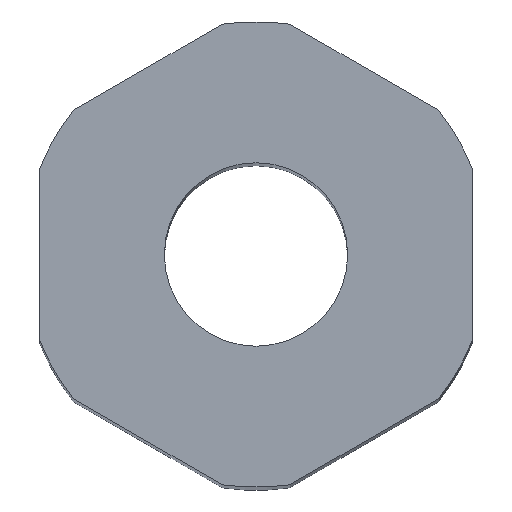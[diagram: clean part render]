
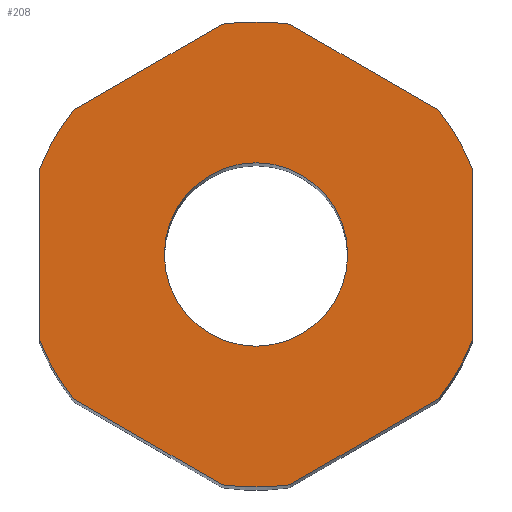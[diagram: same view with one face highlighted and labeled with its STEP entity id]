
A CAD part, top view. The second image highlights one B-rep face of the part: STEP entity #208.
In plain terms, the highlighted planar face has unit normal (0, 0, 1).
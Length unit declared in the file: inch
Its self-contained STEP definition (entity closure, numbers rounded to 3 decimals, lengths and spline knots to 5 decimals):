
#2 = VERTEX_POINT ( 'NONE', #566 ) ;
#3 = EDGE_CURVE ( 'NONE', #502, #62, #153, .T. ) ;
#12 = VERTEX_POINT ( 'NONE', #199 ) ;
#23 = EDGE_CURVE ( 'NONE', #136, #554, #148, .T. ) ;
#26 = DIRECTION ( 'NONE',  ( 1., 0., 0. ) ) ;
#34 = EDGE_CURVE ( 'NONE', #12, #107, #175, .T. ) ;
#35 = DIRECTION ( 'NONE',  ( 0., 0., 1. ) ) ;
#37 = DIRECTION ( 'NONE',  ( 1., 0., 0. ) ) ;
#44 = AXIS2_PLACEMENT_3D ( 'NONE', #300, #35, #296 ) ;
#48 = CARTESIAN_POINT ( 'NONE',  ( -0.0292, -0.19965, 0.75 ) ) ;
#49 = ORIENTED_EDGE ( 'NONE', *, *, #282, .T. ) ;
#50 = DIRECTION ( 'NONE',  ( 0., 0., 1. ) ) ;
#53 = VECTOR ( 'NONE', #515, 39.37008 ) ;
#59 = CARTESIAN_POINT ( 'NONE',  ( 0.1875, 0., 0.75 ) ) ;
#61 = CARTESIAN_POINT ( 'NONE',  ( 0.09375, -0.16238, 0.75 ) ) ;
#62 = VERTEX_POINT ( 'NONE', #534 ) ;
#67 = DIRECTION ( 'NONE',  ( -0.866, -0.5, 0. ) ) ;
#70 = CARTESIAN_POINT ( 'NONE',  ( -0.1875, -0.07454, 0.75 ) ) ;
#73 = AXIS2_PLACEMENT_3D ( 'NONE', #171, #393, #340 ) ;
#78 = EDGE_CURVE ( 'NONE', #265, #497, #524, .T. ) ;
#87 = CARTESIAN_POINT ( 'NONE',  ( 0., 0., 0.75 ) ) ;
#89 = CARTESIAN_POINT ( 'NONE',  ( 0., 0., 0.75 ) ) ;
#98 = EDGE_CURVE ( 'NONE', #366, #338, #337, .T. ) ;
#102 = DIRECTION ( 'NONE',  ( 0., 0., 1. ) ) ;
#105 = ORIENTED_EDGE ( 'NONE', *, *, #23, .T. ) ;
#107 = VERTEX_POINT ( 'NONE', #302 ) ;
#109 = CARTESIAN_POINT ( 'NONE',  ( -0.1875, 0.07454, 0.75 ) ) ;
#114 = EDGE_CURVE ( 'NONE', #568, #366, #401, .T. ) ;
#116 = EDGE_CURVE ( 'NONE', #107, #12, #369, .T. ) ;
#126 = CIRCLE ( 'NONE', #460, 0.20177 ) ;
#128 = AXIS2_PLACEMENT_3D ( 'NONE', #89, #50, #264 ) ;
#133 = CARTESIAN_POINT ( 'NONE',  ( -0.1875, 0., 0.75 ) ) ;
#136 = VERTEX_POINT ( 'NONE', #347 ) ;
#139 = DIRECTION ( 'NONE',  ( 1., 0., 0. ) ) ;
#141 = ORIENTED_EDGE ( 'NONE', *, *, #266, .T. ) ;
#144 = ORIENTED_EDGE ( 'NONE', *, *, #114, .T. ) ;
#148 = LINE ( 'NONE', #519, #380 ) ;
#150 = CARTESIAN_POINT ( 'NONE',  ( 0.0292, -0.19965, 0.75 ) ) ;
#151 = ORIENTED_EDGE ( 'NONE', *, *, #78, .T. ) ;
#153 = LINE ( 'NONE', #59, #53 ) ;
#156 = EDGE_LOOP ( 'NONE', ( #564, #313 ) ) ;
#157 = VECTOR ( 'NONE', #574, 39.37008 ) ;
#159 = ORIENTED_EDGE ( 'NONE', *, *, #98, .T. ) ;
#161 = DIRECTION ( 'NONE',  ( 0., 0., 1. ) ) ;
#171 = CARTESIAN_POINT ( 'NONE',  ( 0., 0., 0.75 ) ) ;
#173 = CARTESIAN_POINT ( 'NONE',  ( -0.09375, -0.16238, 0.75 ) ) ;
#175 = CIRCLE ( 'NONE', #411, 0.0795 ) ;
#185 = CIRCLE ( 'NONE', #258, 0.20177 ) ;
#186 = DIRECTION ( 'NONE',  ( 0., -1., 0. ) ) ;
#189 = LINE ( 'NONE', #133, #468 ) ;
#199 = CARTESIAN_POINT ( 'NONE',  ( 0.0795, 0., 0.75 ) ) ;
#208 = ADVANCED_FACE ( 'NONE', ( #307, #489 ), #523, .T. ) ;
#213 = DIRECTION ( 'NONE',  ( 0., 0., 1. ) ) ;
#215 = CARTESIAN_POINT ( 'NONE',  ( 0.0292, 0.19965, 0.75 ) ) ;
#226 = ORIENTED_EDGE ( 'NONE', *, *, #292, .T. ) ;
#230 = AXIS2_PLACEMENT_3D ( 'NONE', #87, #161, #26 ) ;
#231 = DIRECTION ( 'NONE',  ( 1., 0., 0. ) ) ;
#245 = CARTESIAN_POINT ( 'NONE',  ( -0.09375, 0.16238, 0.75 ) ) ;
#249 = EDGE_CURVE ( 'NONE', #497, #568, #189, .T. ) ;
#258 = AXIS2_PLACEMENT_3D ( 'NONE', #448, #102, #139 ) ;
#264 = DIRECTION ( 'NONE',  ( 1., 0., 0. ) ) ;
#265 = VERTEX_POINT ( 'NONE', #312 ) ;
#266 = EDGE_CURVE ( 'NONE', #554, #2, #331, .T. ) ;
#269 = ORIENTED_EDGE ( 'NONE', *, *, #249, .T. ) ;
#275 = EDGE_LOOP ( 'NONE', ( #410, #332, #105, #141, #505, #151, #269, #144, #159, #226, #476, #49 ) ) ;
#277 = EDGE_CURVE ( 'NONE', #62, #136, #185, .T. ) ;
#279 = CARTESIAN_POINT ( 'NONE',  ( 0.1875, -0.07454, 0.75 ) ) ;
#282 = EDGE_CURVE ( 'NONE', #472, #502, #126, .T. ) ;
#292 = EDGE_CURVE ( 'NONE', #338, #530, #413, .T. ) ;
#296 = DIRECTION ( 'NONE',  ( 1., 0., 0. ) ) ;
#298 = VECTOR ( 'NONE', #323, 39.37008 ) ;
#300 = CARTESIAN_POINT ( 'NONE',  ( 0., 0., 0.75 ) ) ;
#302 = CARTESIAN_POINT ( 'NONE',  ( -0.0795, 0., 0.75 ) ) ;
#305 = AXIS2_PLACEMENT_3D ( 'NONE', #400, #501, #231 ) ;
#307 = FACE_BOUND ( 'NONE', #156, .T. ) ;
#312 = CARTESIAN_POINT ( 'NONE',  ( -0.1583, 0.12511, 0.75 ) ) ;
#313 = ORIENTED_EDGE ( 'NONE', *, *, #116, .F. ) ;
#321 = DIRECTION ( 'NONE',  ( 1., 0., 0. ) ) ;
#323 = DIRECTION ( 'NONE',  ( 0.866, 0.5, 0. ) ) ;
#324 = DIRECTION ( 'NONE',  ( -0.866, 0.5, 0. ) ) ;
#331 = CIRCLE ( 'NONE', #128, 0.20177 ) ;
#332 = ORIENTED_EDGE ( 'NONE', *, *, #277, .T. ) ;
#334 = LINE ( 'NONE', #61, #298 ) ;
#337 = LINE ( 'NONE', #173, #157 ) ;
#338 = VERTEX_POINT ( 'NONE', #48 ) ;
#340 = DIRECTION ( 'NONE',  ( 1., 0., 0. ) ) ;
#347 = CARTESIAN_POINT ( 'NONE',  ( 0.1583, 0.12511, 0.75 ) ) ;
#355 = EDGE_CURVE ( 'NONE', #2, #265, #461, .T. ) ;
#366 = VERTEX_POINT ( 'NONE', #565 ) ;
#369 = CIRCLE ( 'NONE', #450, 0.0795 ) ;
#372 = EDGE_CURVE ( 'NONE', #530, #472, #334, .T. ) ;
#374 = CARTESIAN_POINT ( 'NONE',  ( 0.1583, -0.12511, 0.75 ) ) ;
#380 = VECTOR ( 'NONE', #324, 39.37008 ) ;
#393 = DIRECTION ( 'NONE',  ( 0., 0., 1. ) ) ;
#400 = CARTESIAN_POINT ( 'NONE',  ( 0., 0., 0.75 ) ) ;
#401 = CIRCLE ( 'NONE', #44, 0.20177 ) ;
#410 = ORIENTED_EDGE ( 'NONE', *, *, #3, .T. ) ;
#411 = AXIS2_PLACEMENT_3D ( 'NONE', #436, #479, #581 ) ;
#413 = CIRCLE ( 'NONE', #305, 0.20177 ) ;
#436 = CARTESIAN_POINT ( 'NONE',  ( 0., 0., 0.75 ) ) ;
#439 = CARTESIAN_POINT ( 'NONE',  ( 0., 0., 0.75 ) ) ;
#448 = CARTESIAN_POINT ( 'NONE',  ( 0., 0., 0.75 ) ) ;
#450 = AXIS2_PLACEMENT_3D ( 'NONE', #439, #213, #37 ) ;
#460 = AXIS2_PLACEMENT_3D ( 'NONE', #499, #589, #321 ) ;
#461 = LINE ( 'NONE', #245, #562 ) ;
#468 = VECTOR ( 'NONE', #186, 39.37008 ) ;
#472 = VERTEX_POINT ( 'NONE', #374 ) ;
#476 = ORIENTED_EDGE ( 'NONE', *, *, #372, .T. ) ;
#479 = DIRECTION ( 'NONE',  ( 0., 0., 1. ) ) ;
#489 = FACE_OUTER_BOUND ( 'NONE', #275, .T. ) ;
#497 = VERTEX_POINT ( 'NONE', #109 ) ;
#499 = CARTESIAN_POINT ( 'NONE',  ( 0., 0., 0.75 ) ) ;
#501 = DIRECTION ( 'NONE',  ( 0., 0., 1. ) ) ;
#502 = VERTEX_POINT ( 'NONE', #279 ) ;
#505 = ORIENTED_EDGE ( 'NONE', *, *, #355, .T. ) ;
#515 = DIRECTION ( 'NONE',  ( 0., 1., 0. ) ) ;
#519 = CARTESIAN_POINT ( 'NONE',  ( 0.09375, 0.16238, 0.75 ) ) ;
#523 = PLANE ( 'NONE',  #230 ) ;
#524 = CIRCLE ( 'NONE', #73, 0.20177 ) ;
#530 = VERTEX_POINT ( 'NONE', #150 ) ;
#534 = CARTESIAN_POINT ( 'NONE',  ( 0.1875, 0.07454, 0.75 ) ) ;
#554 = VERTEX_POINT ( 'NONE', #215 ) ;
#562 = VECTOR ( 'NONE', #67, 39.37008 ) ;
#564 = ORIENTED_EDGE ( 'NONE', *, *, #34, .F. ) ;
#565 = CARTESIAN_POINT ( 'NONE',  ( -0.1583, -0.12511, 0.75 ) ) ;
#566 = CARTESIAN_POINT ( 'NONE',  ( -0.0292, 0.19965, 0.75 ) ) ;
#568 = VERTEX_POINT ( 'NONE', #70 ) ;
#574 = DIRECTION ( 'NONE',  ( 0.866, -0.5, 0. ) ) ;
#581 = DIRECTION ( 'NONE',  ( 1., 0., 0. ) ) ;
#589 = DIRECTION ( 'NONE',  ( 0., 0., 1. ) ) ;
